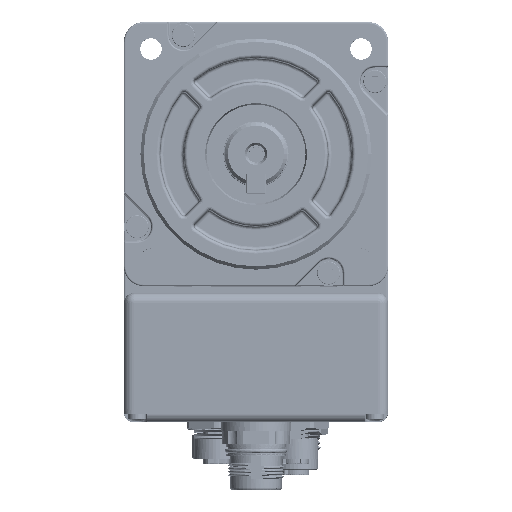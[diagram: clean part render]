
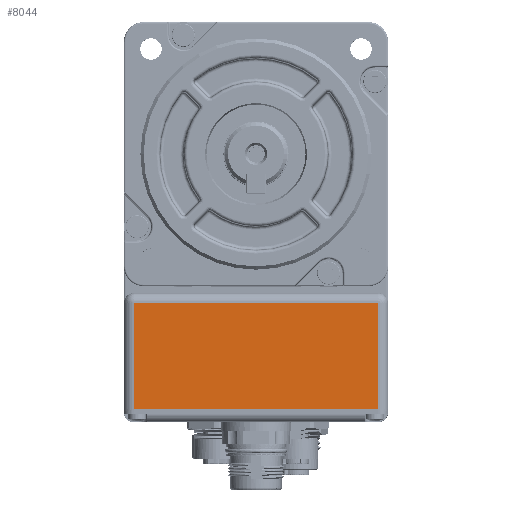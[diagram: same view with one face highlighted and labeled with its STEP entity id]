
A CAD part, top view. The second image highlights one B-rep face of the part: STEP entity #8044.
In plain terms, the highlighted planar face has unit normal (0, 0, 1).
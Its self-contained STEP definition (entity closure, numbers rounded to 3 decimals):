
#683 = EDGE_CURVE ( 'NONE', #98181, #2669, #57852, .T. ) ;
#2669 = VERTEX_POINT ( 'NONE', #64282 ) ;
#5929 = VECTOR ( 'NONE', #96415, 1000. ) ;
#7075 = DIRECTION ( 'NONE',  ( 0., 1., 0. ) ) ;
#8044 = ADVANCED_FACE ( 'NONE', ( #96937 ), #40925, .T. ) ;
#14126 = DIRECTION ( 'NONE',  ( 0., 0., 1. ) ) ;
#15421 = CARTESIAN_POINT ( 'NONE',  ( 44.277, -4.051, 44.657 ) ) ;
#25484 = LINE ( 'NONE', #94141, #69119 ) ;
#25961 = CARTESIAN_POINT ( 'NONE',  ( -29.723, -36.051, 44.657 ) ) ;
#26840 = ORIENTED_EDGE ( 'NONE', *, *, #99466, .T. ) ;
#27209 = EDGE_CURVE ( 'NONE', #32438, #98181, #93660, .T. ) ;
#32438 = VERTEX_POINT ( 'NONE', #60043 ) ;
#36045 = ORIENTED_EDGE ( 'NONE', *, *, #683, .T. ) ;
#36852 = LINE ( 'NONE', #15421, #102302 ) ;
#38226 = CARTESIAN_POINT ( 'NONE',  ( -29.723, -4.051, 44.657 ) ) ;
#40925 = PLANE ( 'NONE',  #93390 ) ;
#43901 = DIRECTION ( 'NONE',  ( 1., 0., 0. ) ) ;
#49049 = ORIENTED_EDGE ( 'NONE', *, *, #27209, .T. ) ;
#57459 = EDGE_CURVE ( 'NONE', #76378, #32438, #36852, .T. ) ;
#57852 = LINE ( 'NONE', #25961, #5929 ) ;
#60043 = CARTESIAN_POINT ( 'NONE',  ( 44.277, -4.051, 44.657 ) ) ;
#64282 = CARTESIAN_POINT ( 'NONE',  ( -29.723, -36.051, 44.657 ) ) ;
#64892 = ORIENTED_EDGE ( 'NONE', *, *, #57459, .T. ) ;
#67185 = CARTESIAN_POINT ( 'NONE',  ( 7.277, 20.949, 44.657 ) ) ;
#69119 = VECTOR ( 'NONE', #43901, 1000. ) ;
#76378 = VERTEX_POINT ( 'NONE', #93563 ) ;
#80501 = EDGE_LOOP ( 'NONE', ( #49049, #36045, #26840, #64892 ) ) ;
#93390 = AXIS2_PLACEMENT_3D ( 'NONE', #67185, #14126, #109498 ) ;
#93563 = CARTESIAN_POINT ( 'NONE',  ( 44.277, -36.051, 44.657 ) ) ;
#93660 = LINE ( 'NONE', #38226, #99086 ) ;
#94141 = CARTESIAN_POINT ( 'NONE',  ( 7.277, -36.051, 44.657 ) ) ;
#96415 = DIRECTION ( 'NONE',  ( 0., -1., 0. ) ) ;
#96937 = FACE_OUTER_BOUND ( 'NONE', #80501, .T. ) ;
#97222 = CARTESIAN_POINT ( 'NONE',  ( -29.723, -4.051, 44.657 ) ) ;
#98181 = VERTEX_POINT ( 'NONE', #97222 ) ;
#99086 = VECTOR ( 'NONE', #109078, 1000. ) ;
#99466 = EDGE_CURVE ( 'NONE', #2669, #76378, #25484, .T. ) ;
#102302 = VECTOR ( 'NONE', #7075, 1000. ) ;
#109078 = DIRECTION ( 'NONE',  ( -1., 0., 0. ) ) ;
#109498 = DIRECTION ( 'NONE',  ( 0., 1., 0. ) ) ;
